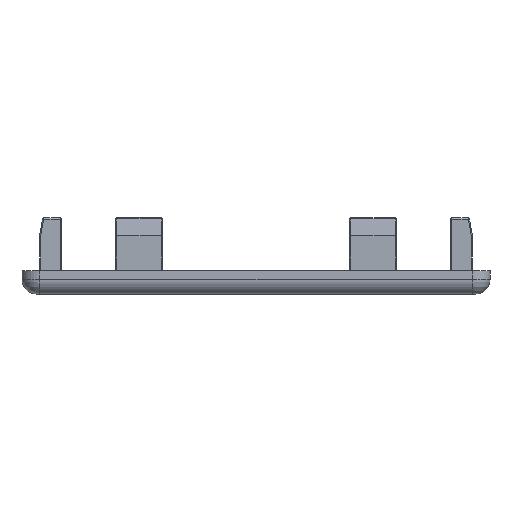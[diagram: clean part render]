
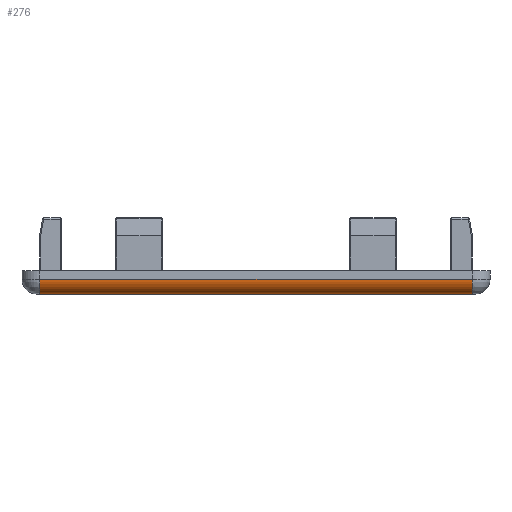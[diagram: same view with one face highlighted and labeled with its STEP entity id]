
A CAD part, left-side view. The second image highlights one B-rep face of the part: STEP entity #276.
In plain terms, the highlighted cylindrical face has radius 2.5 mm (diameter 5 mm), a partial arc.
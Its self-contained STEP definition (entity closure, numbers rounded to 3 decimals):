
#276=ADVANCED_FACE('',(#787),#788,.T.);
#787=FACE_OUTER_BOUND('',#1529,.T.);
#788=CYLINDRICAL_SURFACE('',#1530,2.5);
#1529=EDGE_LOOP('',(#3932,#3933,#3934,#3935));
#1530=AXIS2_PLACEMENT_3D('',#3936,#3937,#3938);
#3932=ORIENTED_EDGE('',*,*,#5617,.T.);
#3933=ORIENTED_EDGE('',*,*,#5613,.T.);
#3934=ORIENTED_EDGE('',*,*,#5220,.T.);
#3935=ORIENTED_EDGE('',*,*,#5205,.F.);
#3936=CARTESIAN_POINT('',(-37.5,40.0,2.5));
#3937=DIRECTION('',(0.,1.0,0.0));
#3938=DIRECTION('',(-1.0,0.,0.0));
#5205=EDGE_CURVE('',#5933,#5935,#5936,.T.);
#5220=EDGE_CURVE('',#5962,#5935,#5963,.F.);
#5613=EDGE_CURVE('',#6613,#5962,#6637,.T.);
#5617=EDGE_CURVE('',#5933,#6613,#6641,.T.);
#5933=VERTEX_POINT('',#7012);
#5935=VERTEX_POINT('',#7024);
#5936=LINE('',#7025,#7026);
#5962=VERTEX_POINT('',#7074);
#5963=CIRCLE('',#7075,2.5);
#6613=VERTEX_POINT('',#8213);
#6637=LINE('',#8244,#8245);
#6641=CIRCLE('',#8251,2.5);
#7012=CARTESIAN_POINT('',(-37.5,-37.0,0.));
#7024=CARTESIAN_POINT('',(-37.5,37.0,0.));
#7025=CARTESIAN_POINT('',(-37.5,40.0,0.0));
#7026=VECTOR('',#8811,1.0);
#7074=CARTESIAN_POINT('',(-40.0,37.0,2.5));
#7075=AXIS2_PLACEMENT_3D('',#8844,#8845,#8846);
#8213=CARTESIAN_POINT('',(-40.0,-37.0,2.5));
#8244=CARTESIAN_POINT('',(-40.0,40.0,2.5));
#8245=VECTOR('',#9577,1.0);
#8251=AXIS2_PLACEMENT_3D('',#9583,#9584,#9585);
#8811=DIRECTION('',(0.0,1.0,0.0));
#8844=CARTESIAN_POINT('',(-37.5,37.0,2.5));
#8845=DIRECTION('',(0.,1.0,0.0));
#8846=DIRECTION('',(-1.0,0.,0.0));
#9577=DIRECTION('',(0.,1.0,0.0));
#9583=CARTESIAN_POINT('',(-37.5,-37.0,2.5));
#9584=DIRECTION('',(0.,1.0,0.0));
#9585=DIRECTION('',(-1.0,0.,0.0));
